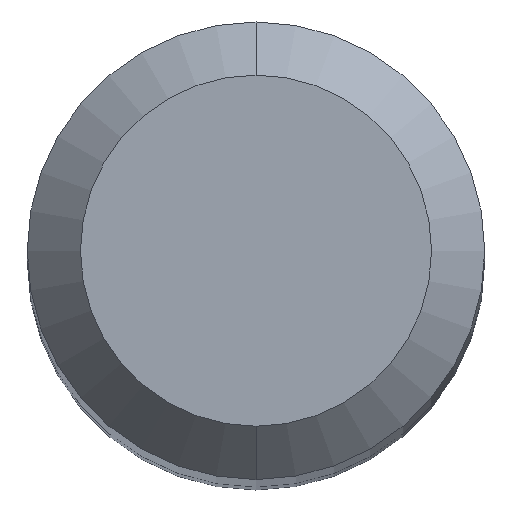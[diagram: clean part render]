
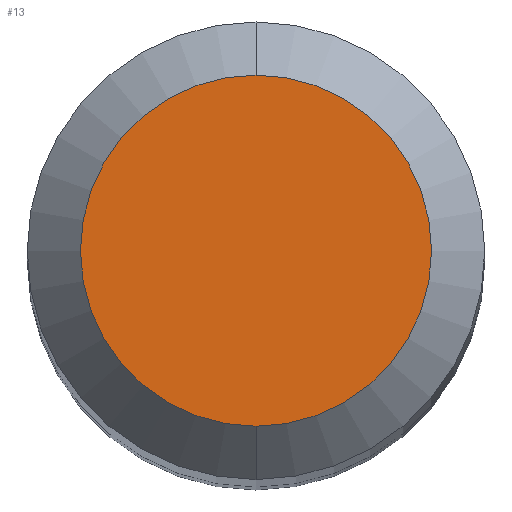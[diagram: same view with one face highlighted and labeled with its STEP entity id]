
A CAD part, top view. The second image highlights one B-rep face of the part: STEP entity #13.
In plain terms, the highlighted planar face has unit normal (0, 0, 1).
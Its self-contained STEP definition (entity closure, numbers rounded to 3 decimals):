
#6 = VERTEX_POINT ( 'NONE', #93 ) ;
#9 = EDGE_CURVE ( 'NONE', #289, #6, #47, .T. ) ;
#12 = CARTESIAN_POINT ( 'NONE',  ( 0., 0., 58. ) ) ;
#13 = ADVANCED_FACE ( 'NONE', ( #97 ), #197, .F. ) ;
#25 = AXIS2_PLACEMENT_3D ( 'NONE', #192, #228, #326 ) ;
#47 = CIRCLE ( 'NONE', #25, 1.65 ) ;
#54 = DIRECTION ( 'NONE',  ( 0., 1., 0. ) ) ;
#93 = CARTESIAN_POINT ( 'NONE',  ( 0., 1.65, 58. ) ) ;
#97 = FACE_OUTER_BOUND ( 'NONE', #152, .T. ) ;
#114 = ORIENTED_EDGE ( 'NONE', *, *, #310, .F. ) ;
#116 = DIRECTION ( 'NONE',  ( 0., 0., -1. ) ) ;
#152 = EDGE_LOOP ( 'NONE', ( #114, #260 ) ) ;
#159 = CARTESIAN_POINT ( 'NONE',  ( 0., 0., 58. ) ) ;
#192 = CARTESIAN_POINT ( 'NONE',  ( 0., 0., 58. ) ) ;
#197 = PLANE ( 'NONE',  #241 ) ;
#216 = AXIS2_PLACEMENT_3D ( 'NONE', #159, #278, #223 ) ;
#223 = DIRECTION ( 'NONE',  ( 0., 1., 0. ) ) ;
#228 = DIRECTION ( 'NONE',  ( 0., 0., -1. ) ) ;
#241 = AXIS2_PLACEMENT_3D ( 'NONE', #12, #116, #54 ) ;
#244 = CIRCLE ( 'NONE', #216, 1.65 ) ;
#260 = ORIENTED_EDGE ( 'NONE', *, *, #9, .F. ) ;
#278 = DIRECTION ( 'NONE',  ( 0., 0., -1. ) ) ;
#289 = VERTEX_POINT ( 'NONE', #323 ) ;
#310 = EDGE_CURVE ( 'NONE', #6, #289, #244, .T. ) ;
#323 = CARTESIAN_POINT ( 'NONE',  ( 0., -1.65, 58. ) ) ;
#326 = DIRECTION ( 'NONE',  ( 0., 1., 0. ) ) ;
